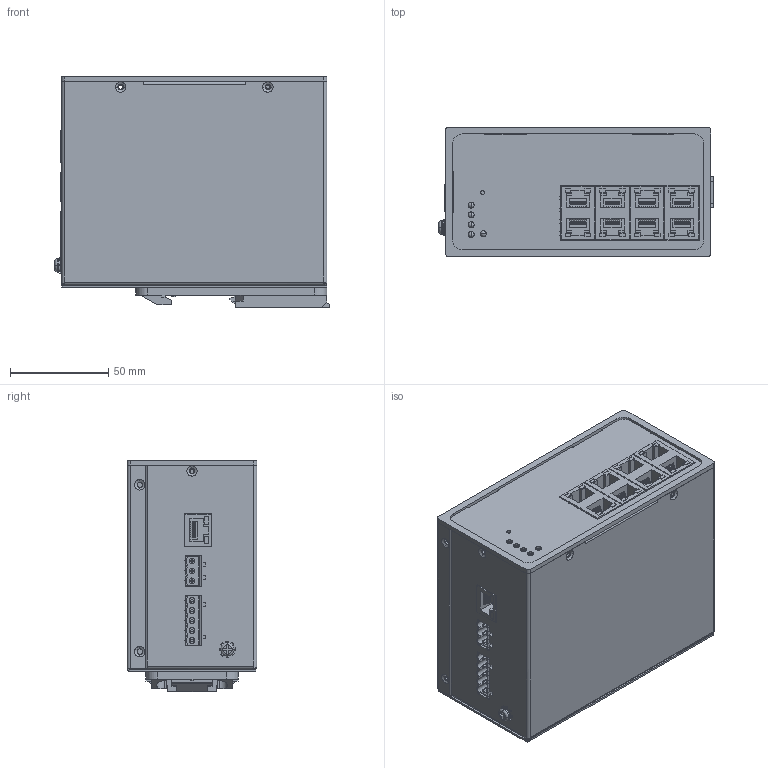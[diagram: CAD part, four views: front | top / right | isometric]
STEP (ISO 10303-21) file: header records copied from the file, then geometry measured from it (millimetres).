
FILE_DESCRIPTION((''),'2;1');
FILE_NAME('ASM0036_ASM_ASM_ASM_ASM_ASM','2023-10-09T09:39:51',('wangzixiong'),(''),'CREO PARAMETRIC BY PTC INC, 2021023','CREO PARAMETRIC BY PTC INC, 2021023','');
FILE_SCHEMA(('AUTOMOTIVE_DESIGN { 1 0 10303 214 1 1 1 1 }'));
Length unit declared in the file: millimetre
Products named in the file (25): PRT0123; ASM0037_ASM_ASM_ASM_ASM_ASM; PRT0126; ASM0038_ASM_ASM_ASM_ASM_ASM; PRT0129; PRT0131; PRT0132; PRT0133; PRT0134; PRT0135; ASM0040_ASM_ASM_ASM_ASM_ASM; ASM0039_ASM_ASM_ASM_ASM_ASM; PRT0137; PRT0138; PRT0139; PRT0140; ASM0041_ASM_ASM_ASM_ASM_ASM; PRT0141; PRT0145; PRT0146; BASE_MODEL_DEFAULT_1; SLIP_3_DEFAULT_1; PRODUCT_16742_ASM_1_ASM_1_ASM; __ASM_1_ASM_1_ASM; ASM0036_ASM_ASM_ASM_ASM_ASM
Assembly tree (27 placements, depth 4):
  ASM0036_ASM_ASM_ASM_ASM_ASM
    ASM0037_ASM_ASM_ASM_ASM_ASM
      PRT0123
    ASM0038_ASM_ASM_ASM_ASM_ASM
      PRT0126
    PRT0129
    ASM0039_ASM_ASM_ASM_ASM_ASM
      PRT0131
      PRT0132  x4
      ASM0040_ASM_ASM_ASM_ASM_ASM
        PRT0133
        PRT0134
        PRT0135
    ASM0041_ASM_ASM_ASM_ASM_ASM
      PRT0137
      PRT0138
      PRT0139
      PRT0140
    PRT0141
    PRT0145
    PRT0146
    __ASM_1_ASM_1_ASM
      PRODUCT_16742_ASM_1_ASM_1_ASM
        BASE_MODEL_DEFAULT_1
        SLIP_3_DEFAULT_1
Bounding box: 139.7 x 66 x 118.11 mm (x, y, z)
Volume: 140787.9 mm3; surface area: 170984.2 mm2
Topology: 20 solids, 26 shells, 2280 faces, 6466 edges, 4283 vertices
Faces by surface type: plane 1725, cylinder 471, cone 30, torus 20, extrusion 16, sphere 10, bspline 8
Entity records: 65302 total; most frequent: CARTESIAN_POINT 11835, ORIENTED_EDGE 10068, DIRECTION 9958, EDGE_CURVE 5046, VECTOR 3910, LINE 3894, VERTEX_POINT 3323, AXIS2_PLACEMENT_3D 2990
